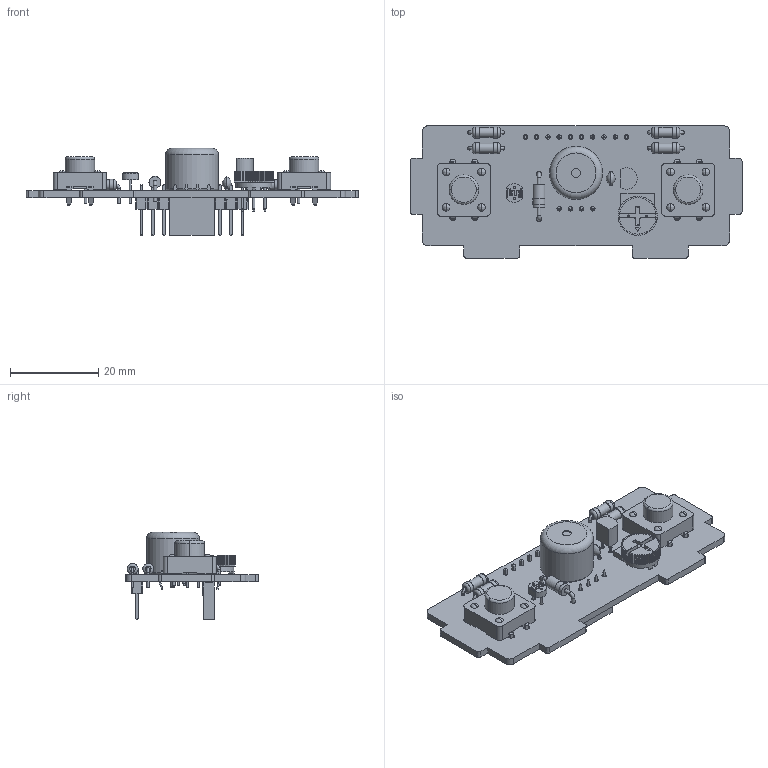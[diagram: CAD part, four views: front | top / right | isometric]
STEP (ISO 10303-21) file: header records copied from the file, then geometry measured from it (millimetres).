
FILE_DESCRIPTION(('KiCad electronic assembly'),'2;1');
FILE_NAME('TheThing_v5_PCB_addon.step','2025-02-06T18:27:53',('Pcbnew'), ('Kicad'),'Open CASCADE STEP processor 7.6','KiCad to STEP converter', 'Unknown');
FILE_SCHEMA(('AUTOMOTIVE_DESIGN { 1 0 10303 214 1 1 1 1 }'));
Length unit declared in the file: millimetre
Products named in the file (22): TheThing_v5_PCB_addon 1; R_Axial_DIN0207_L6.3mm_D2.5mm_P7.62mm_Horizontal; R_Axial_DIN0207_L63mm_D25mm_P762mm_Horizontal; SW_12x12_c-1437565-3-f-3d; C-1437565-3; R_LDR_4.2x3.5mm_P2.54mm_Vertical; POT_3352T-1-253LF; 3352T-1-205LF; C_Disc_D3.0mm_W2.0mm_P2.50mm; C_Disc_D30mm_W20mm_P250mm; TO-92; TO-92_Narrow; D_DO-41_SOD81_P10.16mm_Horizontal; Buzzer_12x9.5RM7.6; Buzzer_12x95RM76; PinSocket_1x04_P2.54mm_Vertical; PinHeader_1x10_P2.54mm_Vertical; PinHeader_1x10_P254mm_Vertical; TheThing_addon_PCB
Assembly tree (25 placements, depth 3):
  TheThing_v5_PCB_addon 1
    R_Axial_DIN0207_L6.3mm_D2.5mm_P7.62mm_Horizontal  x4
      R_Axial_DIN0207_L63mm_D25mm_P762mm_Horizontal
    SW_12x12_c-1437565-3-f-3d  x2
      C-1437565-3
    R_LDR_4.2x3.5mm_P2.54mm_Vertical
      R_LDR_4.2x3.5mm_P2.54mm_Vertical
    POT_3352T-1-253LF
      3352T-1-205LF
    C_Disc_D3.0mm_W2.0mm_P2.50mm
      C_Disc_D30mm_W20mm_P250mm
    TO-92
      TO-92_Narrow
    D_DO-41_SOD81_P10.16mm_Horizontal
      D_DO-41_SOD81_P10.16mm_Horizontal
    Buzzer_12x9.5RM7.6
      Buzzer_12x95RM76
    PinSocket_1x04_P2.54mm_Vertical
      PinSocket_1x04_P2.54mm_Vertical
    PinHeader_1x10_P2.54mm_Vertical
      PinHeader_1x10_P254mm_Vertical
    TheThing_addon_PCB
Bounding box: 75.18 x 29.97 x 19.77 mm (x, y, z)
Volume: 6454.7 mm3; surface area: 8274.7 mm2
Topology: 20 solids, 20 shells, 1393 faces, 3640 edges, 2361 vertices
Faces by surface type: plane 886, cylinder 423, bspline 42, torus 26, cone 12, revolution 2, sphere 2
Full cylindrical faces by diameter (mm): 0.5 x6, 0.6 x8, 0.75 x3, 0.76 x5, 0.8 x16, 0.9 x2, 1 x16, 1.1 x10, 1.422 x8, 2 x1, 2.25 x4, 2.5 x8, 2.7 x2, 2.72 x1, 12 x1
Entity records: 42824 total; most frequent: CARTESIAN_POINT 7981, ORIENTED_EDGE 6450, DIRECTION 6430, EDGE_CURVE 3225, LINE 2336, VECTOR 2336, VERTEX_POINT 2093, AXIS2_PLACEMENT_3D 2046
